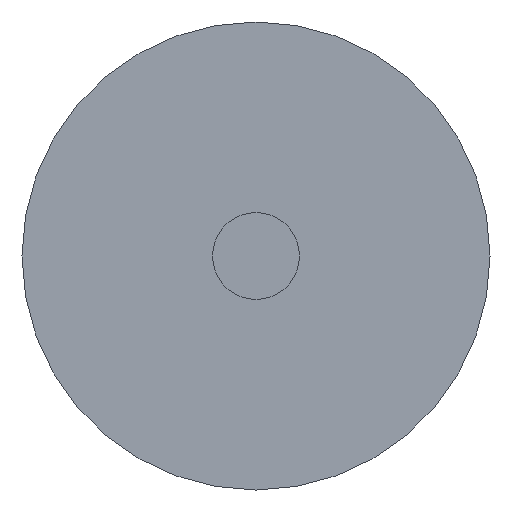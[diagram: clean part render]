
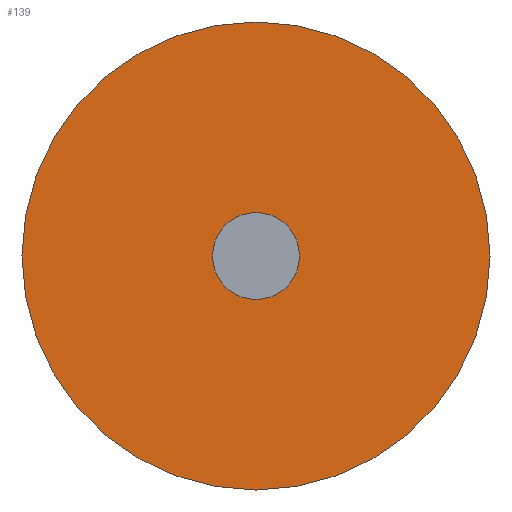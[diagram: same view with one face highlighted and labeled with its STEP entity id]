
A CAD part, left-side view. The second image highlights one B-rep face of the part: STEP entity #139.
In plain terms, the highlighted planar face has unit normal (-1, 0, 0).
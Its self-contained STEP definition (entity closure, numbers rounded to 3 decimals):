
#26=PLANE('',#156);
#33=ORIENTED_EDGE('',*,*,#43,.T.);
#34=ORIENTED_EDGE('',*,*,#44,.T.);
#43=EDGE_CURVE('',#49,#49,#55,.T.);
#44=EDGE_CURVE('',#50,#50,#56,.F.);
#49=VERTEX_POINT('',#206);
#50=VERTEX_POINT('',#208);
#55=CIRCLE('',#157,1.75);
#56=CIRCLE('',#158,0.325);
#63=EDGE_LOOP('',(#33));
#64=EDGE_LOOP('',(#34));
#75=FACE_BOUND('',#63,.T.);
#76=FACE_BOUND('',#64,.T.);
#139=ADVANCED_FACE('',(#75,#76),#26,.T.);
#156=AXIS2_PLACEMENT_3D('',#204,#178,#179);
#157=AXIS2_PLACEMENT_3D('',#205,#180,#181);
#158=AXIS2_PLACEMENT_3D('',#207,#182,#183);
#178=DIRECTION('',(-1.,0.,0.));
#179=DIRECTION('',(0.,-1.,0.));
#180=DIRECTION('',(-1.,0.,0.));
#181=DIRECTION('',(0.,1.,0.));
#182=DIRECTION('',(-1.,0.,0.));
#183=DIRECTION('',(0.,-1.,0.));
#204=CARTESIAN_POINT('',(-2.25,0.,0.));
#205=CARTESIAN_POINT('',(-2.25,0.,0.));
#206=CARTESIAN_POINT('',(-2.25,1.75,0.));
#207=CARTESIAN_POINT('',(-2.25,0.,0.));
#208=CARTESIAN_POINT('',(-2.25,-0.325,0.));
